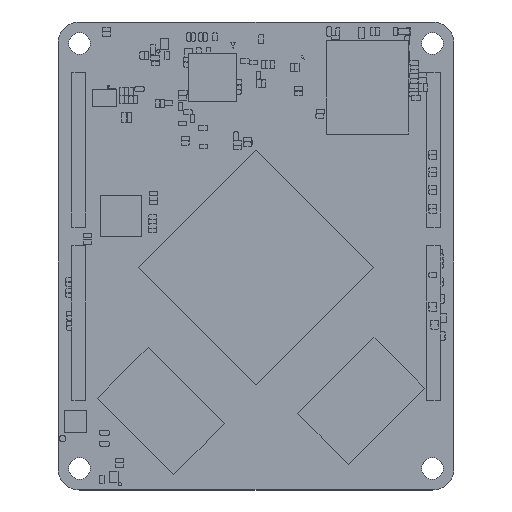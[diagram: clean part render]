
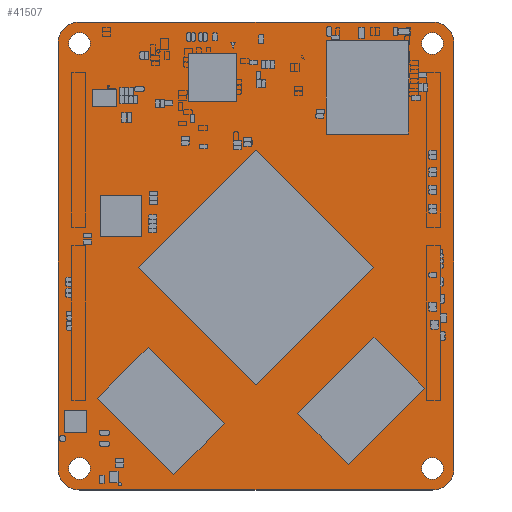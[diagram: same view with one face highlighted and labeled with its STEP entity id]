
A CAD part, top view. The second image highlights one B-rep face of the part: STEP entity #41507.
In plain terms, the highlighted planar face has unit normal (0, 0, 1).
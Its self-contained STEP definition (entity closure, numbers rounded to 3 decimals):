
#41207=CARTESIAN_POINT('',(3.,65.,0.001));
#41208=VERTEX_POINT('',#41207);
#41215=CARTESIAN_POINT('',(52.,65.,0.001));
#41216=VERTEX_POINT('',#41215);
#41217=CARTESIAN_POINT('',(52.,65.,0.001));
#41218=DIRECTION('',(-1.,0.,0.));
#41219=VECTOR('',#41218,49.);
#41220=LINE('',#41217,#41219);
#41221=EDGE_CURVE('',#41216,#41208,#41220,.T.);
#41246=CARTESIAN_POINT('',(0.,62.,0.001));
#41247=VERTEX_POINT('',#41246);
#41254=CARTESIAN_POINT('',(3.,62.,0.001));
#41255=DIRECTION('',(0.,0.,1.));
#41256=DIRECTION('',(1.,0.,-0.));
#41257=AXIS2_PLACEMENT_3D('',#41254,#41255,#41256);
#41258=CIRCLE('',#41257,3.);
#41259=EDGE_CURVE('',#41208,#41247,#41258,.T.);
#41278=CARTESIAN_POINT('',(0.,3.,0.001));
#41279=VERTEX_POINT('',#41278);
#41286=CARTESIAN_POINT('',(0.,62.,0.001));
#41287=DIRECTION('',(0.,-1.,0.));
#41288=VECTOR('',#41287,59.);
#41289=LINE('',#41286,#41288);
#41290=EDGE_CURVE('',#41247,#41279,#41289,.T.);
#41310=CARTESIAN_POINT('',(3.,0.,0.001));
#41311=VERTEX_POINT('',#41310);
#41318=CARTESIAN_POINT('',(3.,3.,0.001));
#41319=DIRECTION('',(0.,0.,1.));
#41320=DIRECTION('',(1.,0.,-0.));
#41321=AXIS2_PLACEMENT_3D('',#41318,#41319,#41320);
#41322=CIRCLE('',#41321,3.);
#41323=EDGE_CURVE('',#41279,#41311,#41322,.T.);
#41342=CARTESIAN_POINT('',(52.,0.,0.001));
#41343=VERTEX_POINT('',#41342);
#41350=CARTESIAN_POINT('',(3.,0.,0.001));
#41351=DIRECTION('',(1.,0.,-0.));
#41352=VECTOR('',#41351,49.);
#41353=LINE('',#41350,#41352);
#41354=EDGE_CURVE('',#41311,#41343,#41353,.T.);
#41374=CARTESIAN_POINT('',(55.,3.,0.001));
#41375=VERTEX_POINT('',#41374);
#41382=CARTESIAN_POINT('',(52.,3.,0.001));
#41383=DIRECTION('',(0.,0.,1.));
#41384=DIRECTION('',(1.,0.,-0.));
#41385=AXIS2_PLACEMENT_3D('',#41382,#41383,#41384);
#41386=CIRCLE('',#41385,3.);
#41387=EDGE_CURVE('',#41343,#41375,#41386,.T.);
#41406=CARTESIAN_POINT('',(55.,62.,0.001));
#41407=VERTEX_POINT('',#41406);
#41414=CARTESIAN_POINT('',(55.,3.,0.001));
#41415=DIRECTION('',(0.,1.,0.));
#41416=VECTOR('',#41415,59.);
#41417=LINE('',#41414,#41416);
#41418=EDGE_CURVE('',#41375,#41407,#41417,.T.);
#41437=CARTESIAN_POINT('',(52.,62.,0.001));
#41438=DIRECTION('',(0.,0.,1.));
#41439=DIRECTION('',(1.,0.,-0.));
#41440=AXIS2_PLACEMENT_3D('',#41437,#41438,#41439);
#41441=CIRCLE('',#41440,3.);
#41442=EDGE_CURVE('',#41407,#41216,#41441,.T.);
#41448=CARTESIAN_POINT('',(0.,0.,0.001));
#41449=DIRECTION('',(0.,0.,1.));
#41450=DIRECTION('',(1.,0.,0.));
#41451=AXIS2_PLACEMENT_3D('',#41448,#41449,#41450);
#41452=PLANE('',#41451);
#41453=CARTESIAN_POINT('',(4.5,62.,0.001));
#41454=VERTEX_POINT('',#41453);
#41455=CARTESIAN_POINT('',(3.,62.,0.001));
#41456=DIRECTION('',(0.,0.,1.));
#41457=DIRECTION('',(1.,0.,-0.));
#41458=AXIS2_PLACEMENT_3D('',#41455,#41456,#41457);
#41459=CIRCLE('',#41458,1.5);
#41460=EDGE_CURVE('',#41454,#41454,#41459,.T.);
#41461=ORIENTED_EDGE('',*,*,#41460,.F.);
#41462=EDGE_LOOP('',(#41461));
#41463=FACE_BOUND('',#41462,.T.);
#41464=CARTESIAN_POINT('',(53.5,62.,0.001));
#41465=VERTEX_POINT('',#41464);
#41466=CARTESIAN_POINT('',(52.,62.,0.001));
#41467=DIRECTION('',(0.,0.,1.));
#41468=DIRECTION('',(1.,0.,-0.));
#41469=AXIS2_PLACEMENT_3D('',#41466,#41467,#41468);
#41470=CIRCLE('',#41469,1.5);
#41471=EDGE_CURVE('',#41465,#41465,#41470,.T.);
#41472=ORIENTED_EDGE('',*,*,#41471,.F.);
#41473=EDGE_LOOP('',(#41472));
#41474=FACE_BOUND('',#41473,.T.);
#41475=CARTESIAN_POINT('',(53.5,3.,0.001));
#41476=VERTEX_POINT('',#41475);
#41477=CARTESIAN_POINT('',(52.,3.,0.001));
#41478=DIRECTION('',(0.,0.,1.));
#41479=DIRECTION('',(1.,0.,-0.));
#41480=AXIS2_PLACEMENT_3D('',#41477,#41478,#41479);
#41481=CIRCLE('',#41480,1.5);
#41482=EDGE_CURVE('',#41476,#41476,#41481,.T.);
#41483=ORIENTED_EDGE('',*,*,#41482,.F.);
#41484=EDGE_LOOP('',(#41483));
#41485=FACE_BOUND('',#41484,.T.);
#41486=CARTESIAN_POINT('',(4.5,3.,0.001));
#41487=VERTEX_POINT('',#41486);
#41488=CARTESIAN_POINT('',(3.,3.,0.001));
#41489=DIRECTION('',(0.,0.,1.));
#41490=DIRECTION('',(1.,0.,-0.));
#41491=AXIS2_PLACEMENT_3D('',#41488,#41489,#41490);
#41492=CIRCLE('',#41491,1.5);
#41493=EDGE_CURVE('',#41487,#41487,#41492,.T.);
#41494=ORIENTED_EDGE('',*,*,#41493,.F.);
#41495=EDGE_LOOP('',(#41494));
#41496=FACE_BOUND('',#41495,.T.);
#41497=ORIENTED_EDGE('',*,*,#41221,.T.);
#41498=ORIENTED_EDGE('',*,*,#41259,.T.);
#41499=ORIENTED_EDGE('',*,*,#41290,.T.);
#41500=ORIENTED_EDGE('',*,*,#41323,.T.);
#41501=ORIENTED_EDGE('',*,*,#41354,.T.);
#41502=ORIENTED_EDGE('',*,*,#41387,.T.);
#41503=ORIENTED_EDGE('',*,*,#41418,.T.);
#41504=ORIENTED_EDGE('',*,*,#41442,.T.);
#41505=EDGE_LOOP('',(#41497,#41498,#41499,#41500,#41501,#41502,#41503,#41504));
#41506=FACE_BOUND('',#41505,.T.);
#41507=ADVANCED_FACE('',(#41463,#41474,#41485,#41496,#41506),#41452,.T.);
